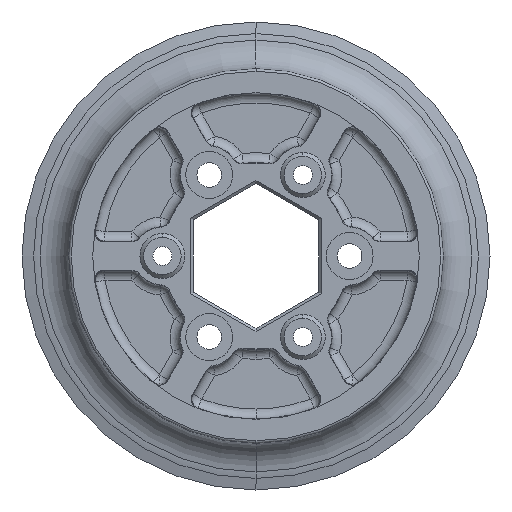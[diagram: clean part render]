
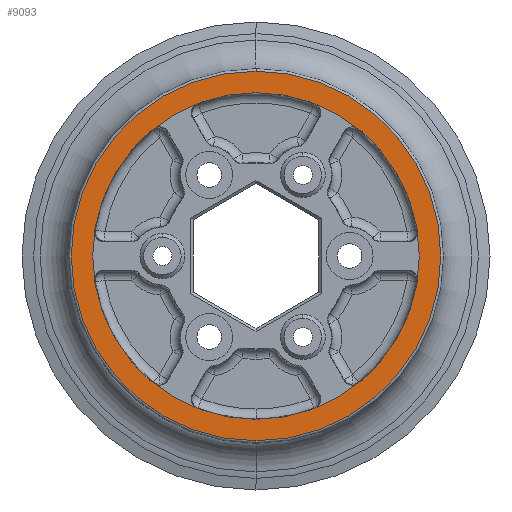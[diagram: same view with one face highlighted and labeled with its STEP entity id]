
A CAD part, left-side view. The second image highlights one B-rep face of the part: STEP entity #9093.
In plain terms, the highlighted planar face has unit normal (-1, 0, 0).
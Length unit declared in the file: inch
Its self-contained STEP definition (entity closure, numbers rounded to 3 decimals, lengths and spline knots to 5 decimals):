
#295 = ORIENTED_EDGE ( 'NONE', *, *, #11635, .F. ) ;
#727 = DIRECTION ( 'NONE',  ( 0., 0., -1. ) ) ;
#1333 = VERTEX_POINT ( 'NONE', #7468 ) ;
#1633 = EDGE_LOOP ( 'NONE', ( #4138, #295 ) ) ;
#1654 = CIRCLE ( 'NONE', #9827, 0.74032 ) ;
#1816 = DIRECTION ( 'NONE',  ( 0., 0., -1. ) ) ;
#1849 = EDGE_CURVE ( 'NONE', #12449, #1867, #1654, .T. ) ;
#1867 = VERTEX_POINT ( 'NONE', #2635 ) ;
#1995 = AXIS2_PLACEMENT_3D ( 'NONE', #6784, #11974, #1816 ) ;
#2480 = DIRECTION ( 'NONE',  ( 1., 0., 0. ) ) ;
#2540 = FACE_BOUND ( 'NONE', #1633, .T. ) ;
#2571 = DIRECTION ( 'NONE',  ( 0., 0., -1. ) ) ;
#2635 = CARTESIAN_POINT ( 'NONE',  ( -0.1875, 0., 0.74032 ) ) ;
#2658 = CARTESIAN_POINT ( 'NONE',  ( -0.1875, 0., 0. ) ) ;
#2710 = CARTESIAN_POINT ( 'NONE',  ( -0.1875, 0., 0. ) ) ;
#3341 = PLANE ( 'NONE',  #9945 ) ;
#4138 = ORIENTED_EDGE ( 'NONE', *, *, #5386, .F. ) ;
#4468 = ORIENTED_EDGE ( 'NONE', *, *, #1849, .T. ) ;
#5120 = CIRCLE ( 'NONE', #8053, 0.74032 ) ;
#5386 = EDGE_CURVE ( 'NONE', #1333, #12400, #7218, .T. ) ;
#6496 = DIRECTION ( 'NONE',  ( -1., 0., 0. ) ) ;
#6523 = FACE_OUTER_BOUND ( 'NONE', #10242, .T. ) ;
#6581 = CARTESIAN_POINT ( 'NONE',  ( -0.1875, 0., 0. ) ) ;
#6707 = DIRECTION ( 'NONE',  ( -1., 0., 0. ) ) ;
#6784 = CARTESIAN_POINT ( 'NONE',  ( -0.1875, 0., 0. ) ) ;
#6872 = CARTESIAN_POINT ( 'NONE',  ( -0.1875, 0., -0.74032 ) ) ;
#7130 = ORIENTED_EDGE ( 'NONE', *, *, #8596, .T. ) ;
#7218 = CIRCLE ( 'NONE', #1995, 0.65429 ) ;
#7331 = DIRECTION ( 'NONE',  ( 0., 0., -1. ) ) ;
#7468 = CARTESIAN_POINT ( 'NONE',  ( -0.1875, 0., 0.65429 ) ) ;
#8053 = AXIS2_PLACEMENT_3D ( 'NONE', #2710, #6496, #2571 ) ;
#8085 = CIRCLE ( 'NONE', #12901, 0.65429 ) ;
#8545 = DIRECTION ( 'NONE',  ( -1., 0., 0. ) ) ;
#8596 = EDGE_CURVE ( 'NONE', #1867, #12449, #5120, .T. ) ;
#9093 = ADVANCED_FACE ( 'NONE', ( #2540, #6523 ), #3341, .F. ) ;
#9827 = AXIS2_PLACEMENT_3D ( 'NONE', #11687, #8545, #727 ) ;
#9945 = AXIS2_PLACEMENT_3D ( 'NONE', #6581, #2480, #10589 ) ;
#10242 = EDGE_LOOP ( 'NONE', ( #7130, #4468 ) ) ;
#10589 = DIRECTION ( 'NONE',  ( 0., 0., -1. ) ) ;
#11635 = EDGE_CURVE ( 'NONE', #12400, #1333, #8085, .T. ) ;
#11687 = CARTESIAN_POINT ( 'NONE',  ( -0.1875, 0., 0. ) ) ;
#11974 = DIRECTION ( 'NONE',  ( -1., 0., 0. ) ) ;
#12400 = VERTEX_POINT ( 'NONE', #12716 ) ;
#12449 = VERTEX_POINT ( 'NONE', #6872 ) ;
#12716 = CARTESIAN_POINT ( 'NONE',  ( -0.1875, 0., -0.65429 ) ) ;
#12901 = AXIS2_PLACEMENT_3D ( 'NONE', #2658, #6707, #7331 ) ;
